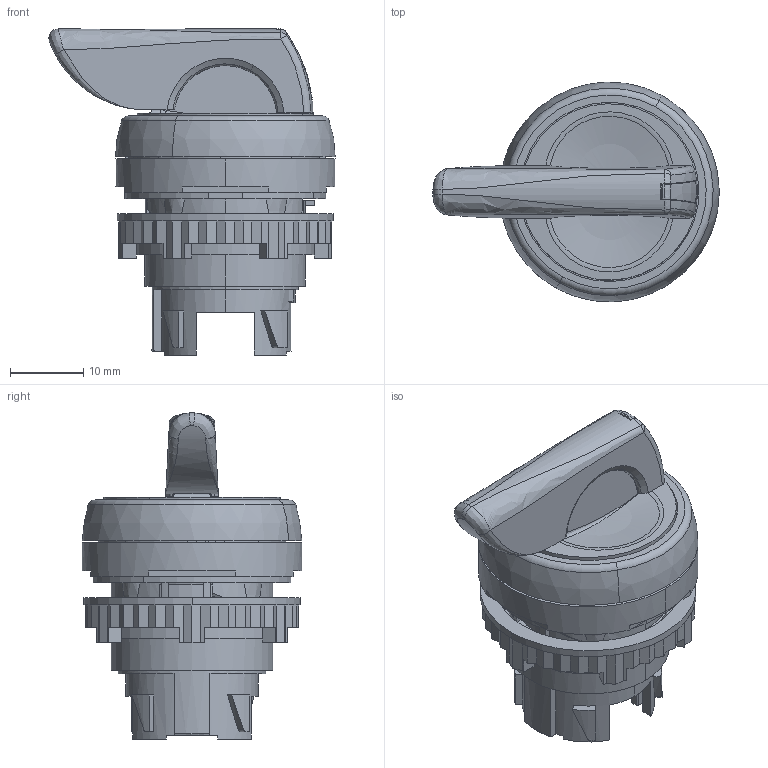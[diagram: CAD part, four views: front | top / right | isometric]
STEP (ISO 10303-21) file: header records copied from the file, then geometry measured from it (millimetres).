
FILE_DESCRIPTION(('CATIA V5 STEP Exchange','CAx-IF Rec.Pracs.--- Model Styling and Organization---1.2---2011-12-15'),'2;1');
FILE_NAME('L21ML30.stp','2018-03-14T16:07:29+00:00',('none'),('none'),'CATIA Version 5-6 Release 2014 SP7','CATIA V5 STEP AP214','none');
FILE_SCHEMA(('AUTOMOTIVE_DESIGN { 1 0 10303 214 1 1 1 1 }'));
Length unit declared in the file: millimetre
Products named in the file (9): L21ML30; 074226001 essais; 034367000 essais 2; 054543000; 039718000; 056017000; 032160000; 051905000; 054539000
Assembly tree (9 placements, depth 2):
  L21ML30
    074226001 essais
    034367000 essais 2
    054543000
    039718000
    056017000
    032160000
    051905000  x2
    054539000
Bounding box: 38.97 x 29.9 x 44.39 mm (x, y, z)
Volume: 11588.4 mm3; surface area: 16296 mm2
Topology: 9 solids, 9 shells, 1186 faces, 3336 edges, 2160 vertices
Faces by surface type: plane 573, cylinder 357, torus 95, bspline 79, cone 58, sphere 12, extrusion 12
Entity records: 39046 total; most frequent: CARTESIAN_POINT 12915, ORIENTED_EDGE 6174, DIRECTION 3992, EDGE_CURVE 3087, VERTEX_POINT 2006, AXIS2_PLACEMENT_3D 1703, VECTOR 1518, LINE 1506
